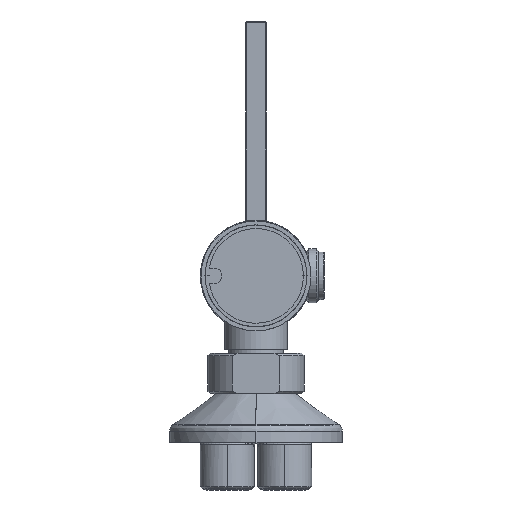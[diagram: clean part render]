
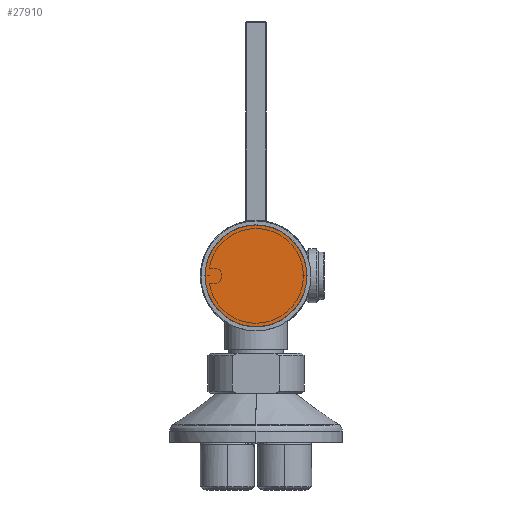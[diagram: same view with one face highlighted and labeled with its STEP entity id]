
A CAD part, left-side view. The second image highlights one B-rep face of the part: STEP entity #27910.
In plain terms, the highlighted planar face has unit normal (-1, 0, 0).
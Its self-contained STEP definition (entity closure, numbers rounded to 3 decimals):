
#2212 = CARTESIAN_POINT ( 'NONE',  ( 0., 0., 0. ) ) ;
#3201 = EDGE_CURVE ( 'NONE', #6835, #24803, #7514, .T. ) ;
#5155 = DIRECTION ( 'NONE',  ( -1., 0., 0. ) ) ;
#6835 = VERTEX_POINT ( 'NONE', #7546 ) ;
#7046 = ORIENTED_EDGE ( 'NONE', *, *, #34796, .T. ) ;
#7514 = CIRCLE ( 'NONE', #26162, 19.4 ) ;
#7546 = CARTESIAN_POINT ( 'NONE',  ( 0., 0., -19.4 ) ) ;
#8348 = CARTESIAN_POINT ( 'NONE',  ( 0., 0., 19.4 ) ) ;
#16765 = DIRECTION ( 'NONE',  ( -1., 0., 0. ) ) ;
#20192 = CARTESIAN_POINT ( 'NONE',  ( 0., 0., 0. ) ) ;
#20331 = DIRECTION ( 'NONE',  ( 0., 0., 1. ) ) ;
#21034 = EDGE_LOOP ( 'NONE', ( #7046, #34078 ) ) ;
#21197 = AXIS2_PLACEMENT_3D ( 'NONE', #2212, #5155, #20331 ) ;
#21921 = CARTESIAN_POINT ( 'NONE',  ( 0., 0., 0. ) ) ;
#22046 = DIRECTION ( 'NONE',  ( 0., 0., 1. ) ) ;
#24803 = VERTEX_POINT ( 'NONE', #8348 ) ;
#26162 = AXIS2_PLACEMENT_3D ( 'NONE', #20192, #16765, #37193 ) ;
#27910 = ADVANCED_FACE ( 'NONE', ( #28743 ), #31249, .T. ) ;
#28743 = FACE_OUTER_BOUND ( 'NONE', #21034, .T. ) ;
#30421 = DIRECTION ( 'NONE',  ( -1., 0., 0. ) ) ;
#30938 = AXIS2_PLACEMENT_3D ( 'NONE', #21921, #30421, #22046 ) ;
#31249 = PLANE ( 'NONE',  #21197 ) ;
#34078 = ORIENTED_EDGE ( 'NONE', *, *, #3201, .T. ) ;
#34796 = EDGE_CURVE ( 'NONE', #24803, #6835, #34825, .T. ) ;
#34825 = CIRCLE ( 'NONE', #30938, 19.4 ) ;
#37193 = DIRECTION ( 'NONE',  ( 0., 0., 1. ) ) ;
